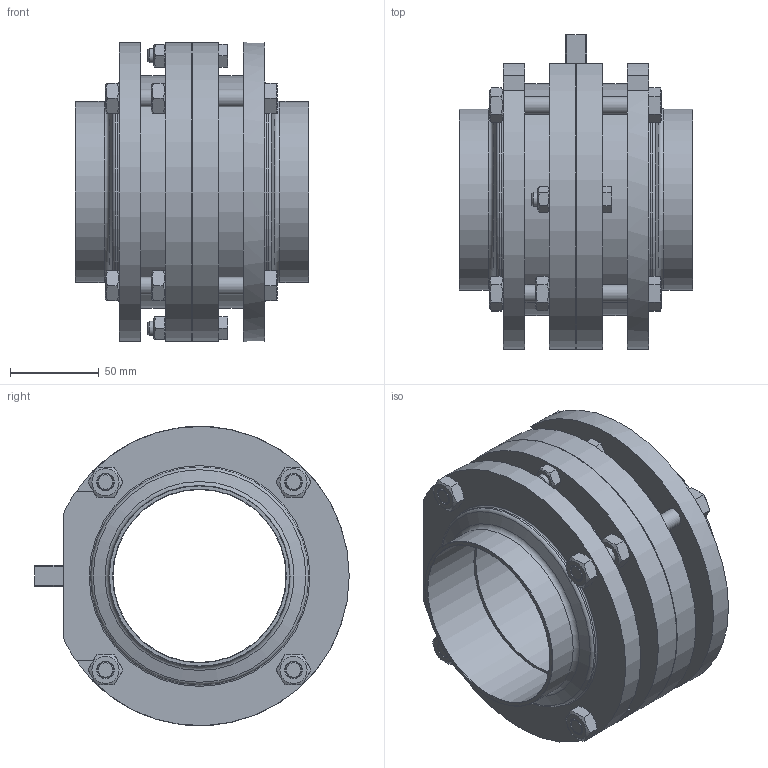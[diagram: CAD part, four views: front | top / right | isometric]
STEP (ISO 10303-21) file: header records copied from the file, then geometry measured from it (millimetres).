
FILE_DESCRIPTION( ( 'STEP AP203' ), '1' );
FILE_NAME( '9612400036.stp', '2020-07-20T11:25:37', ( 'License CC BY-ND 4.0' ), ( 'CADENAS' ), ' ', 'PARTsolutions', ' ' );
FILE_SCHEMA( ( 'CONFIG_CONTROL_DESIGN' ) );
Length unit declared in the file: millimetre
Products named in the file (4): 9612400036; _9612400036_C; _9612402415_(EPDM)L; _9612402515_(EPDM)R
Assembly tree (3 placements, depth 2):
  9612400036
    _9612400036_C
    _9612402415_(EPDM)L
    _9612402515_(EPDM)R
Bounding box: 132 x 177.5 x 168.86 mm (x, y, z)
Volume: 1042533.3 mm3; surface area: 211916.9 mm2
Topology: 3 solids, 5 shells, 283 faces, 660 edges, 417 vertices
Faces by surface type: plane 158, cone 66, cylinder 49, torus 10
Full cylindrical faces by diameter (mm): 8 x4, 8.8 x2, 10 x6, 10.5 x8, 97.6 x3, 101.2 x2, 102.2 x2, 108.6 x2, 123 x2, 131 x2
Entity records: 8486 total; most frequent: CARTESIAN_POINT 2487, DIRECTION 1149, ORIENTED_EDGE 1128, EDGE_CURVE 564, AXIS2_PLACEMENT_3D 470, EDGE_LOOP 408, VERTEX_POINT 392, FACE_OUTER_BOUND 326
